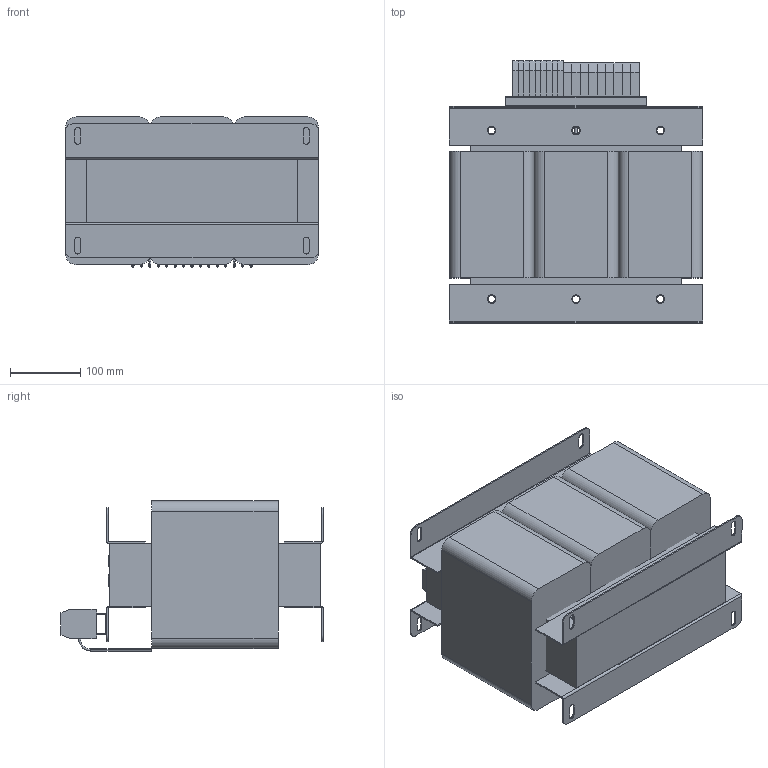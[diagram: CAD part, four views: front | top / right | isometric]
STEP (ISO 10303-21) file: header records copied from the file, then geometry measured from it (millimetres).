
FILE_DESCRIPTION (( 'STEP AP214' ), '1' );
FILE_NAME ('TT2204214.STEP', '2023-09-30T08:54:56', ( '' ), ( '' ), 'SwSTEP 2.0', 'SolidWorks 2021', '' );
FILE_SCHEMA (( 'AUTOMOTIVE_DESIGN' ));
Length unit declared in the file: millimetre
Products named in the file (9): guidaDin_15x200; Angolare Italstampaggi col.60; bobina3F_60x90; Nuclei3F_60x90; TT2204214; CaburCBC10; Parte1^TT2204214; CaburCBC6; Parte2^TT2204214
Assembly tree (43 placements, depth 2):
  TT2204214
    Nuclei3F_60x90
    bobina3F_60x90  x3
    Angolare Italstampaggi col.60  x4
    guidaDin_15x200
    CaburCBC10  x9
    CaburCBC6  x9
    Parte2^TT2204214
    Parte1^TT2204214  x15
Bounding box: 360 x 373 x 213.5 mm (x, y, z)
Volume: 20248220.5 mm3; surface area: 1290023.8 mm2
Topology: 73 solids, 73 shells, 987 faces, 2441 edges, 1600 vertices
Faces by surface type: plane 641, cylinder 162, bspline 154, torus 30
Entity records: 25589 total; most frequent: CARTESIAN_POINT 12498, ORIENTED_EDGE 2742, DIRECTION 2041, EDGE_CURVE 1371, LINE 963, VECTOR 963, VERTEX_POINT 900, EDGE_LOOP 587
